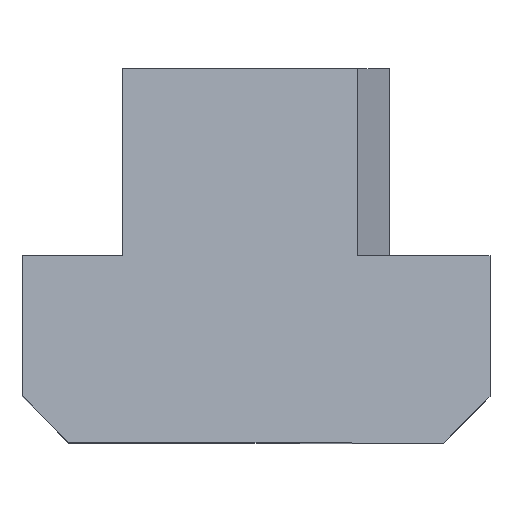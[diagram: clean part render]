
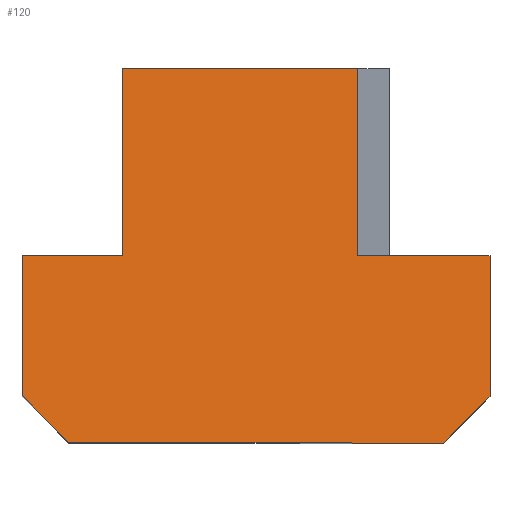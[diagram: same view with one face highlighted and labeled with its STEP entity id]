
A CAD part, top view. The second image highlights one B-rep face of the part: STEP entity #120.
In plain terms, the highlighted planar face has unit normal (0.574, 0, 0.819).
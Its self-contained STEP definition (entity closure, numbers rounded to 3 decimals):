
#100=EDGE_CURVE('',#106,#204,#265,.T.);
#104=EDGE_CURVE('',#242,#200,#269,.T.);
#106=VERTEX_POINT('',#271);
#116=VERTEX_POINT('',#282);
#120=ADVANCED_FACE('',(#287),#288,.F.);
#122=EDGE_CURVE('',#204,#206,#290,.T.);
#126=EDGE_CURVE('',#216,#106,#295,.T.);
#136=EDGE_CURVE('',#116,#242,#305,.T.);
#146=EDGE_CURVE('',#240,#236,#315,.T.);
#148=EDGE_CURVE('',#116,#206,#317,.T.);
#178=EDGE_CURVE('',#236,#224,#353,.T.);
#192=EDGE_CURVE('',#224,#216,#369,.T.);
#200=VERTEX_POINT('',#378);
#204=VERTEX_POINT('',#382);
#206=VERTEX_POINT('',#384);
#216=VERTEX_POINT('',#394);
#224=VERTEX_POINT('',#402);
#228=EDGE_CURVE('',#200,#240,#406,.T.);
#236=VERTEX_POINT('',#415);
#240=VERTEX_POINT('',#419);
#242=VERTEX_POINT('',#421);
#265=LINE('',#435,#436);
#269=LINE('',#443,#444);
#271=CARTESIAN_POINT('',(-2.85,0.,5.475));
#282=CARTESIAN_POINT('',(2.176,0.,1.956));
#287=FACE_OUTER_BOUND('',#466,.T.);
#288=PLANE('',#467);
#290=LINE('',#470,#471);
#295=LINE('',#477,#478);
#305=LINE('',#495,#496);
#315=LINE('',#511,#512);
#317=LINE('',#515,#516);
#353=LINE('',#565,#566);
#369=LINE('',#589,#590);
#378=CARTESIAN_POINT('',(5.0,-3.0,-0.022));
#382=CARTESIAN_POINT('',(-2.85,4.0,5.475));
#384=CARTESIAN_POINT('',(2.176,4.0,1.956));
#394=CARTESIAN_POINT('',(-5.0,0.,6.98));
#402=CARTESIAN_POINT('',(-5.0,-3.0,6.98));
#406=LINE('',#642,#643);
#415=CARTESIAN_POINT('',(-4.0,-4.0,6.28));
#419=CARTESIAN_POINT('',(4.0,-4.0,0.678));
#421=CARTESIAN_POINT('',(5.0,0.0,-0.022));
#435=CARTESIAN_POINT('',(-2.85,2.0,5.475));
#436=VECTOR('',#666,1.0);
#443=CARTESIAN_POINT('',(5.0,-1.5,-0.022));
#444=VECTOR('',#668,1.0);
#466=EDGE_LOOP('',(#694,#695,#696,#697,#698,#699,#700,#701,#702,#703));
#467=AXIS2_PLACEMENT_3D('',#704,#705,#706);
#470=CARTESIAN_POINT('',(-0.235,4.0,3.644));
#471=VECTOR('',#707,1.);
#477=CARTESIAN_POINT('',(-2.147,0.,4.983));
#478=VECTOR('',#716,1.);
#495=CARTESIAN_POINT('',(0.486,0.,3.139));
#496=VECTOR('',#720,1.);
#511=CARTESIAN_POINT('',(-2.533,-4.0,5.253));
#512=VECTOR('',#723,1.);
#515=CARTESIAN_POINT('',(2.176,2.5,1.956));
#516=VECTOR('',#724,1.0);
#565=CARTESIAN_POINT('',(-4.327,-3.673,6.509));
#566=VECTOR('',#782,1.0);
#589=CARTESIAN_POINT('',(-5.0,0.,6.98));
#590=VECTOR('',#802,1.0);
#642=CARTESIAN_POINT('',(2.5,-5.5,1.729));
#643=VECTOR('',#818,1.0);
#666=DIRECTION('',(0.,1.0,0.));
#668=DIRECTION('',(0.0,-1.0,0.));
#694=ORIENTED_EDGE('',*,*,#136,.F.);
#695=ORIENTED_EDGE('',*,*,#148,.T.);
#696=ORIENTED_EDGE('',*,*,#122,.F.);
#697=ORIENTED_EDGE('',*,*,#100,.F.);
#698=ORIENTED_EDGE('',*,*,#126,.F.);
#699=ORIENTED_EDGE('',*,*,#192,.F.);
#700=ORIENTED_EDGE('',*,*,#178,.F.);
#701=ORIENTED_EDGE('',*,*,#146,.F.);
#702=ORIENTED_EDGE('',*,*,#228,.F.);
#703=ORIENTED_EDGE('',*,*,#104,.F.);
#704=CARTESIAN_POINT('',(0.0,0.,3.479));
#705=DIRECTION('',(-0.574,0.,-0.819));
#706=DIRECTION('',(0.819,0.,-0.574));
#707=DIRECTION('',(0.819,0.,-0.574));
#716=DIRECTION('',(0.819,0.,-0.574));
#720=DIRECTION('',(0.819,0.,-0.574));
#723=DIRECTION('',(-0.819,0.,0.574));
#724=DIRECTION('',(0.,1.0,0.));
#782=DIRECTION('',(-0.634,0.634,0.444));
#802=DIRECTION('',(0.0,1.0,0.));
#818=DIRECTION('',(-0.634,-0.634,0.444));
